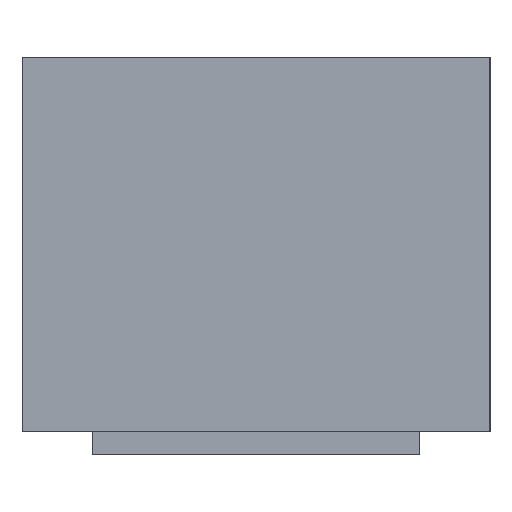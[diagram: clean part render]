
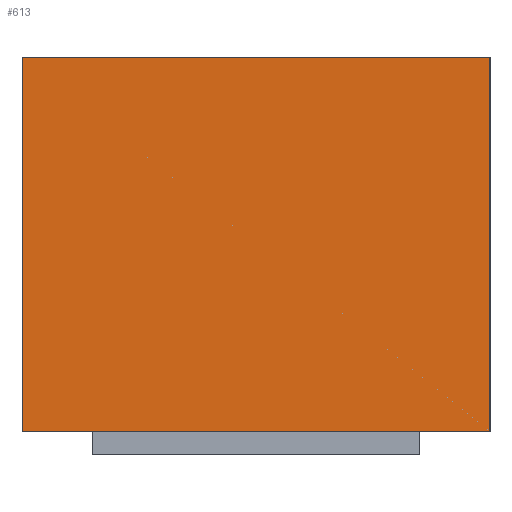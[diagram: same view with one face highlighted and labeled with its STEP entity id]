
A CAD part, left-side view. The second image highlights one B-rep face of the part: STEP entity #613.
In plain terms, the highlighted planar face has unit normal (-1, 0, 0).
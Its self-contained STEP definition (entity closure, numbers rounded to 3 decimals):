
#557=CARTESIAN_POINT('',(-0.9,-0.5,0.85));
#558=VERTEX_POINT('',#557);
#565=CARTESIAN_POINT('',(-0.9,-0.5,0.05));
#566=VERTEX_POINT('',#565);
#567=CARTESIAN_POINT('',(-0.9,-0.5,0.05));
#568=DIRECTION('',(0.0,0.0,1.0));
#569=VECTOR('',#568,0.8);
#570=LINE('',#567,#569);
#571=EDGE_CURVE('',#566,#558,#570,.T.);
#583=CARTESIAN_POINT('',(-0.9,-0.5,0.05));
#584=DIRECTION('',(-1.0,0.0,0.0));
#585=DIRECTION('',(0.0,0.0,1.0));
#586=AXIS2_PLACEMENT_3D('',#583,#584,#585);
#587=PLANE('',#586);
#588=CARTESIAN_POINT('',(-0.9,0.5,0.85));
#589=VERTEX_POINT('',#588);
#590=CARTESIAN_POINT('',(-0.9,-0.5,0.85));
#591=DIRECTION('',(0.0,1.0,0.0));
#592=VECTOR('',#591,1.0);
#593=LINE('',#590,#592);
#594=EDGE_CURVE('',#558,#589,#593,.T.);
#595=ORIENTED_EDGE('',*,*,#594,.T.);
#596=CARTESIAN_POINT('',(-0.9,0.5,0.05));
#597=VERTEX_POINT('',#596);
#598=CARTESIAN_POINT('',(-0.9,0.5,0.05));
#599=DIRECTION('',(0.0,0.0,1.0));
#600=VECTOR('',#599,0.8);
#601=LINE('',#598,#600);
#602=EDGE_CURVE('',#597,#589,#601,.T.);
#603=ORIENTED_EDGE('',*,*,#602,.F.);
#604=CARTESIAN_POINT('',(-0.9,-0.5,0.05));
#605=DIRECTION('',(0.0,1.0,0.0));
#606=VECTOR('',#605,1.0);
#607=LINE('',#604,#606);
#608=EDGE_CURVE('',#566,#597,#607,.T.);
#609=ORIENTED_EDGE('',*,*,#608,.F.);
#610=ORIENTED_EDGE('',*,*,#571,.T.);
#611=EDGE_LOOP('',(#595,#603,#609,#610));
#612=FACE_OUTER_BOUND('',#611,.T.);
#613=ADVANCED_FACE('',(#612),#587,.T.);
